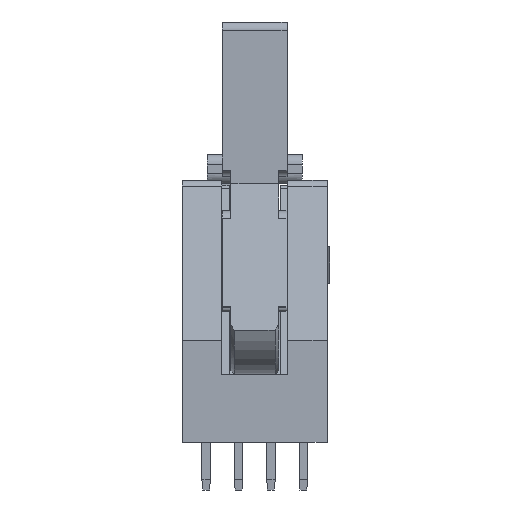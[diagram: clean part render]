
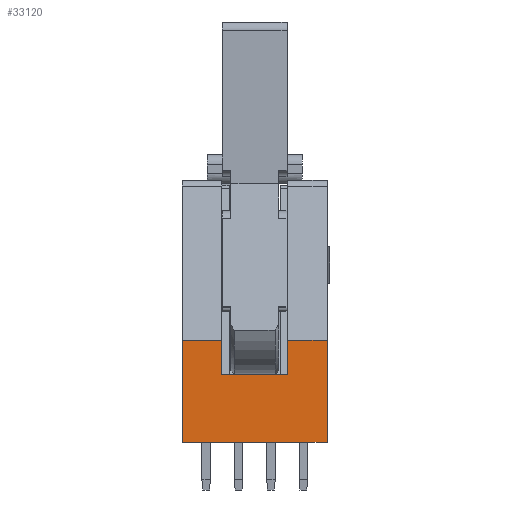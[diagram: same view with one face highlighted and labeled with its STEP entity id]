
A CAD part, left-side view. The second image highlights one B-rep face of the part: STEP entity #33120.
In plain terms, the highlighted planar face has unit normal (-1, 0, 0).
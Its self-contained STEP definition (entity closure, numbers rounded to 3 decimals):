
#5530=CARTESIAN_POINT('',(34.416,9.09,10.));
#5540=VERTEX_POINT('',#5530);
#5570=CARTESIAN_POINT('',(34.416,0.,10.));
#5580=DIRECTION('',(0.,-1.,0.));
#5590=VECTOR('',#5580,1.);
#5600=LINE('',#5570,#5590);
#5610=CARTESIAN_POINT('',(34.416,11.39,10.));
#5620=VERTEX_POINT('',#5610);
#5630=EDGE_CURVE('',#5620,#5540,#5600,.T.);
#6230=CARTESIAN_POINT('',(34.416,11.39,4.));
#6240=VERTEX_POINT('',#6230);
#6290=CARTESIAN_POINT('',(34.416,0.,4.));
#6300=DIRECTION('',(0.,1.,0.));
#6310=VECTOR('',#6300,1.);
#6320=LINE('',#6290,#6310);
#6330=CARTESIAN_POINT('',(34.416,2.89,4.));
#6340=VERTEX_POINT('',#6330);
#6350=EDGE_CURVE('',#6340,#6240,#6320,.T.);
#11170=CARTESIAN_POINT('',(34.416,5.19,10.));
#11180=VERTEX_POINT('',#11170);
#11310=CARTESIAN_POINT('',(34.416,2.89,10.));
#11320=VERTEX_POINT('',#11310);
#11350=CARTESIAN_POINT('',(34.416,0.,10.));
#11360=DIRECTION('',(0.,-1.,0.));
#11370=VECTOR('',#11360,1.);
#11380=LINE('',#11350,#11370);
#11390=EDGE_CURVE('',#11180,#11320,#11380,.T.);
#32680=CARTESIAN_POINT('',(34.416,11.14,0.));
#32690=DIRECTION('',(-1.,-0.,-0.));
#32700=DIRECTION('',(0.,0.,-1.));
#32710=AXIS2_PLACEMENT_3D('',#32680,#32690,#32700);
#32720=PLANE('',#32710);
#32730=ORIENTED_EDGE('',*,*,#5630,.F.);
#32740=CARTESIAN_POINT('',(34.416,9.09,12.679));
#32750=DIRECTION('',(0.,0.,-1.));
#32760=VECTOR('',#32750,1.);
#32770=LINE('',#32740,#32760);
#32780=CARTESIAN_POINT('',(34.416,9.09,8.));
#32790=VERTEX_POINT('',#32780);
#32800=EDGE_CURVE('',#5540,#32790,#32770,.T.);
#32810=ORIENTED_EDGE('',*,*,#32800,.F.);
#32820=CARTESIAN_POINT('',(34.416,11.14,8.));
#32830=DIRECTION('',(0.,-1.,0.));
#32840=VECTOR('',#32830,1.);
#32850=LINE('',#32820,#32840);
#32860=CARTESIAN_POINT('',(34.416,5.19,8.));
#32870=VERTEX_POINT('',#32860);
#32880=EDGE_CURVE('',#32790,#32870,#32850,.T.);
#32890=ORIENTED_EDGE('',*,*,#32880,.F.);
#32900=CARTESIAN_POINT('',(34.416,5.19,12.679));
#32910=DIRECTION('',(0.,0.,1.));
#32920=VECTOR('',#32910,1.);
#32930=LINE('',#32900,#32920);
#32940=EDGE_CURVE('',#32870,#11180,#32930,.T.);
#32950=ORIENTED_EDGE('',*,*,#32940,.F.);
#32960=ORIENTED_EDGE('',*,*,#11390,.F.);
#32970=CARTESIAN_POINT('',(34.416,2.89,0.));
#32980=DIRECTION('',(0.,0.,1.));
#32990=VECTOR('',#32980,1.);
#33000=LINE('',#32970,#32990);
#33010=EDGE_CURVE('',#6340,#11320,#33000,.T.);
#33020=ORIENTED_EDGE('',*,*,#33010,.T.);
#33030=ORIENTED_EDGE('',*,*,#6350,.F.);
#33040=CARTESIAN_POINT('',(34.416,11.39,0.));
#33050=DIRECTION('',(0.,0.,1.));
#33060=VECTOR('',#33050,1.);
#33070=LINE('',#33040,#33060);
#33080=EDGE_CURVE('',#6240,#5620,#33070,.T.);
#33090=ORIENTED_EDGE('',*,*,#33080,.F.);
#33100=EDGE_LOOP('',(#33090,#33030,#33020,#32960,#32950,#32890,#32810,
#32730));
#33110=FACE_OUTER_BOUND('',#33100,.T.);
#33120=ADVANCED_FACE('',(#33110),#32720,.T.);
